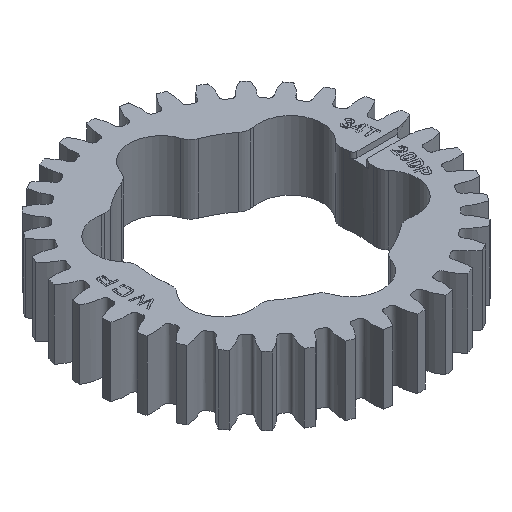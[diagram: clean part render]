
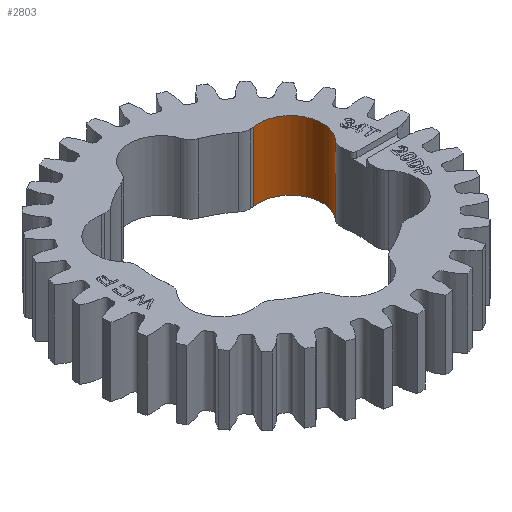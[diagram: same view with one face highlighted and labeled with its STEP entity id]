
A CAD part, isometric view. The second image highlights one B-rep face of the part: STEP entity #2803.
In plain terms, the highlighted cylindrical face has radius 4.366 mm (diameter 8.731 mm), a partial arc.
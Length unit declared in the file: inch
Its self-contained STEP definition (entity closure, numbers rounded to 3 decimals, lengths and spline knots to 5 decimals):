
#71 = EDGE_CURVE ( 'NONE', #8512, #19457, #12051, .T. ) ;
#2803 = ADVANCED_FACE ( 'NONE', ( #20933 ), #8836, .F. ) ;
#2865 = CARTESIAN_POINT ( 'NONE',  ( 0.57566, 0.14437, -0.1875 ) ) ;
#3004 = CARTESIAN_POINT ( 'NONE',  ( 0.41286, 0.42635, -0.1875 ) ) ;
#3427 = CARTESIAN_POINT ( 'NONE',  ( 0.57566, 0.14437, 0.25 ) ) ;
#3650 = CARTESIAN_POINT ( 'NONE',  ( 0.44654, 0.25781, 0.25 ) ) ;
#3815 = AXIS2_PLACEMENT_3D ( 'NONE', #3650, #21037, #17752 ) ;
#4058 = CARTESIAN_POINT ( 'NONE',  ( 0.41286, 0.42635, 0.1875 ) ) ;
#4616 = VECTOR ( 'NONE', #5521, 39.37008 ) ;
#5126 = EDGE_CURVE ( 'NONE', #8512, #9687, #12001, .T. ) ;
#5521 = DIRECTION ( 'NONE',  ( 0., 0., -1. ) ) ;
#5793 = ORIENTED_EDGE ( 'NONE', *, *, #16761, .T. ) ;
#6146 = CARTESIAN_POINT ( 'NONE',  ( 0.57566, 0.14437, 0.1875 ) ) ;
#6444 = CIRCLE ( 'NONE', #8250, 0.17188 ) ;
#7783 = CARTESIAN_POINT ( 'NONE',  ( 0.41286, 0.42635, 0.25 ) ) ;
#7884 = VERTEX_POINT ( 'NONE', #3004 ) ;
#8225 = DIRECTION ( 'NONE',  ( -1., 0., 0. ) ) ;
#8250 = AXIS2_PLACEMENT_3D ( 'NONE', #10565, #8543, #15541 ) ;
#8436 = DIRECTION ( 'NONE',  ( 0., 0., 1. ) ) ;
#8476 = VECTOR ( 'NONE', #10312, 39.37008 ) ;
#8512 = VERTEX_POINT ( 'NONE', #6146 ) ;
#8543 = DIRECTION ( 'NONE',  ( 0., 0., -1. ) ) ;
#8836 = CYLINDRICAL_SURFACE ( 'NONE', #3815, 0.17188 ) ;
#9687 = VERTEX_POINT ( 'NONE', #2865 ) ;
#10312 = DIRECTION ( 'NONE',  ( 0., 0., -1. ) ) ;
#10517 = ORIENTED_EDGE ( 'NONE', *, *, #19378, .T. ) ;
#10565 = CARTESIAN_POINT ( 'NONE',  ( 0.44654, 0.25781, -0.1875 ) ) ;
#11353 = AXIS2_PLACEMENT_3D ( 'NONE', #11824, #8436, #8225 ) ;
#11824 = CARTESIAN_POINT ( 'NONE',  ( 0.44654, 0.25781, 0.1875 ) ) ;
#12001 = LINE ( 'NONE', #3427, #8476 ) ;
#12051 = CIRCLE ( 'NONE', #11353, 0.17188 ) ;
#15541 = DIRECTION ( 'NONE',  ( 1., 0., 0. ) ) ;
#16593 = ORIENTED_EDGE ( 'NONE', *, *, #5126, .F. ) ;
#16650 = EDGE_LOOP ( 'NONE', ( #16593, #18126, #10517, #5793 ) ) ;
#16761 = EDGE_CURVE ( 'NONE', #7884, #9687, #6444, .T. ) ;
#17752 = DIRECTION ( 'NONE',  ( 0., -1., 0. ) ) ;
#18061 = LINE ( 'NONE', #7783, #4616 ) ;
#18126 = ORIENTED_EDGE ( 'NONE', *, *, #71, .T. ) ;
#19378 = EDGE_CURVE ( 'NONE', #19457, #7884, #18061, .T. ) ;
#19457 = VERTEX_POINT ( 'NONE', #4058 ) ;
#20933 = FACE_OUTER_BOUND ( 'NONE', #16650, .T. ) ;
#21037 = DIRECTION ( 'NONE',  ( 0., 0., -1. ) ) ;
